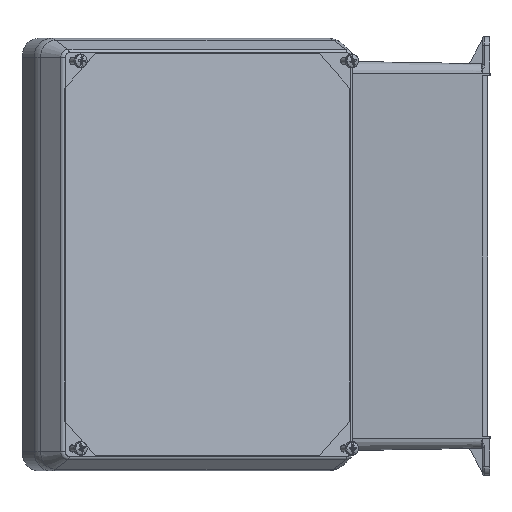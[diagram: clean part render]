
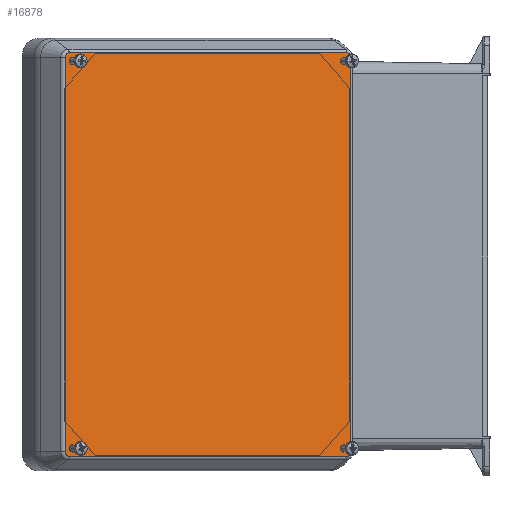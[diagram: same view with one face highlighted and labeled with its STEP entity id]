
A CAD part, left-side view. The second image highlights one B-rep face of the part: STEP entity #16878.
In plain terms, the highlighted face is planar.
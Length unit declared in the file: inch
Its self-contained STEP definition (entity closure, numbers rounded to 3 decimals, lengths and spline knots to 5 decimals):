
#4 = AXIS2_PLACEMENT_3D ( 'NONE', #23441, #11147, #25505 ) ;
#165 = CARTESIAN_POINT ( 'NONE',  ( -4.27878, -1.64, 5.16 ) ) ;
#269 = CARTESIAN_POINT ( 'NONE',  ( -4.0625, -1.64, 4.976 ) ) ;
#472 = DIRECTION ( 'NONE',  ( 0., 1., 0. ) ) ;
#608 = CARTESIAN_POINT ( 'NONE',  ( -4.16, -1.64, 5.27878 ) ) ;
#740 = EDGE_CURVE ( 'NONE', #19396, #14112, #19872, .T. ) ;
#887 = EDGE_CURVE ( 'NONE', #23065, #2025, #16686, .T. ) ;
#1098 = EDGE_CURVE ( 'NONE', #2025, #2644, #16995, .T. ) ;
#1192 = FACE_BOUND ( 'NONE', #4602, .T. ) ;
#1363 = DIRECTION ( 'NONE',  ( 0., 1., 0. ) ) ;
#2025 = VERTEX_POINT ( 'NONE', #13807 ) ;
#2616 = CARTESIAN_POINT ( 'NONE',  ( 4.0625, -1.64, -5.164 ) ) ;
#2644 = VERTEX_POINT ( 'NONE', #14607 ) ;
#2685 = ORIENTED_EDGE ( 'NONE', *, *, #740, .T. ) ;
#2723 = CIRCLE ( 'NONE', #13419, 0.094 ) ;
#2992 = VERTEX_POINT ( 'NONE', #269 ) ;
#3342 = DIRECTION ( 'NONE',  ( 0., 0., 1. ) ) ;
#3847 = CARTESIAN_POINT ( 'NONE',  ( 4.16, -1.64, -5.27878 ) ) ;
#4099 = CIRCLE ( 'NONE', #14381, 0.094 ) ;
#4602 = EDGE_LOOP ( 'NONE', ( #12194 ) ) ;
#5132 = CARTESIAN_POINT ( 'NONE',  ( -4.16, -1.64, 5.16 ) ) ;
#5202 = DIRECTION ( 'NONE',  ( 0., 1., 0. ) ) ;
#5354 = FACE_BOUND ( 'NONE', #7200, .T. ) ;
#5865 = VERTEX_POINT ( 'NONE', #6569 ) ;
#6044 = PLANE ( 'NONE',  #16766 ) ;
#6329 = ORIENTED_EDGE ( 'NONE', *, *, #15560, .T. ) ;
#6569 = CARTESIAN_POINT ( 'NONE',  ( 4.0625, -1.64, 4.976 ) ) ;
#6578 = CARTESIAN_POINT ( 'NONE',  ( 4.16, -1.64, 5.27878 ) ) ;
#7199 = DIRECTION ( 'NONE',  ( 0., 0., -1. ) ) ;
#7200 = EDGE_LOOP ( 'NONE', ( #20645 ) ) ;
#7293 = FACE_BOUND ( 'NONE', #14947, .T. ) ;
#8100 = CARTESIAN_POINT ( 'NONE',  ( -4.27878, -1.64, -5.16 ) ) ;
#8636 = ORIENTED_EDGE ( 'NONE', *, *, #1098, .T. ) ;
#9618 = EDGE_CURVE ( 'NONE', #2644, #14493, #24569, .T. ) ;
#9790 = EDGE_CURVE ( 'NONE', #2992, #2992, #20018, .T. ) ;
#10527 = CARTESIAN_POINT ( 'NONE',  ( 4.16, -1.64, -5.16 ) ) ;
#10692 = CIRCLE ( 'NONE', #24276, 0.094 ) ;
#10830 = FACE_BOUND ( 'NONE', #23204, .T. ) ;
#11147 = DIRECTION ( 'NONE',  ( 0., 1., 0. ) ) ;
#11163 = CARTESIAN_POINT ( 'NONE',  ( 4.16, -1.64, 5.16 ) ) ;
#11306 = CARTESIAN_POINT ( 'NONE',  ( -4.16, -1.64, -5.16 ) ) ;
#11507 = AXIS2_PLACEMENT_3D ( 'NONE', #10527, #24888, #12583 ) ;
#11521 = VECTOR ( 'NONE', #12080, 39.37008 ) ;
#12080 = DIRECTION ( 'NONE',  ( 1., 0., 0. ) ) ;
#12194 = ORIENTED_EDGE ( 'NONE', *, *, #12958, .T. ) ;
#12234 = DIRECTION ( 'NONE',  ( 0., -1., 0. ) ) ;
#12297 = DIRECTION ( 'NONE',  ( 0., 0., -1. ) ) ;
#12338 = EDGE_CURVE ( 'NONE', #5865, #5865, #2723, .T. ) ;
#12382 = VECTOR ( 'NONE', #12297, 39.37008 ) ;
#12489 = AXIS2_PLACEMENT_3D ( 'NONE', #11306, #25669, #13352 ) ;
#12583 = DIRECTION ( 'NONE',  ( 0., 0., -1. ) ) ;
#12726 = CARTESIAN_POINT ( 'NONE',  ( -4.0625, -1.64, -5.164 ) ) ;
#12735 = CARTESIAN_POINT ( 'NONE',  ( 4.0625, -1.64, -5.07 ) ) ;
#12958 = EDGE_CURVE ( 'NONE', #26436, #26436, #10692, .T. ) ;
#13212 = DIRECTION ( 'NONE',  ( 0., 0., -1. ) ) ;
#13352 = DIRECTION ( 'NONE',  ( 0., 0., -1. ) ) ;
#13419 = AXIS2_PLACEMENT_3D ( 'NONE', #13643, #1363, #15718 ) ;
#13643 = CARTESIAN_POINT ( 'NONE',  ( 4.0625, -1.64, 5.07 ) ) ;
#13770 = ORIENTED_EDGE ( 'NONE', *, *, #9790, .T. ) ;
#13807 = CARTESIAN_POINT ( 'NONE',  ( -4.16, -1.64, -5.27878 ) ) ;
#14112 = VERTEX_POINT ( 'NONE', #165 ) ;
#14381 = AXIS2_PLACEMENT_3D ( 'NONE', #12735, #472, #14817 ) ;
#14493 = VERTEX_POINT ( 'NONE', #17894 ) ;
#14607 = CARTESIAN_POINT ( 'NONE',  ( 4.16, -1.64, -5.27878 ) ) ;
#14817 = DIRECTION ( 'NONE',  ( 0., 0., -1. ) ) ;
#14947 = EDGE_LOOP ( 'NONE', ( #13770 ) ) ;
#15216 = ORIENTED_EDGE ( 'NONE', *, *, #887, .T. ) ;
#15281 = VECTOR ( 'NONE', #20850, 39.37008 ) ;
#15560 = EDGE_CURVE ( 'NONE', #14493, #24046, #25322, .T. ) ;
#15637 = CARTESIAN_POINT ( 'NONE',  ( -4.27878, -1.64, -5.16 ) ) ;
#15718 = DIRECTION ( 'NONE',  ( 0., 0., -1. ) ) ;
#15894 = VERTEX_POINT ( 'NONE', #6578 ) ;
#15901 = EDGE_CURVE ( 'NONE', #19051, #19051, #4099, .T. ) ;
#15940 = CIRCLE ( 'NONE', #19020, 0.11878 ) ;
#16686 = CIRCLE ( 'NONE', #12489, 0.11878 ) ;
#16766 = AXIS2_PLACEMENT_3D ( 'NONE', #22475, #12234, #26618 ) ;
#16878 = ADVANCED_FACE ( 'NONE', ( #10830, #7293, #1192, #5354, #26566 ), #6044, .T. ) ;
#16995 = LINE ( 'NONE', #3847, #11521 ) ;
#17127 = EDGE_CURVE ( 'NONE', #24046, #15894, #15940, .T. ) ;
#17132 = AXIS2_PLACEMENT_3D ( 'NONE', #5132, #19463, #7199 ) ;
#17258 = ORIENTED_EDGE ( 'NONE', *, *, #25826, .T. ) ;
#17473 = EDGE_CURVE ( 'NONE', #14112, #23065, #23315, .T. ) ;
#17485 = CARTESIAN_POINT ( 'NONE',  ( -4.0625, -1.64, -5.07 ) ) ;
#17894 = CARTESIAN_POINT ( 'NONE',  ( 4.27878, -1.64, -5.16 ) ) ;
#19020 = AXIS2_PLACEMENT_3D ( 'NONE', #11163, #25524, #13212 ) ;
#19051 = VERTEX_POINT ( 'NONE', #2616 ) ;
#19135 = ORIENTED_EDGE ( 'NONE', *, *, #17127, .T. ) ;
#19396 = VERTEX_POINT ( 'NONE', #608 ) ;
#19463 = DIRECTION ( 'NONE',  ( 0., -1., 0. ) ) ;
#19545 = DIRECTION ( 'NONE',  ( 0., 0., -1. ) ) ;
#19872 = CIRCLE ( 'NONE', #17132, 0.11878 ) ;
#20018 = CIRCLE ( 'NONE', #4, 0.094 ) ;
#20645 = ORIENTED_EDGE ( 'NONE', *, *, #15901, .T. ) ;
#20718 = LINE ( 'NONE', #24914, #15281 ) ;
#20850 = DIRECTION ( 'NONE',  ( -1., 0., 0. ) ) ;
#20987 = ORIENTED_EDGE ( 'NONE', *, *, #9618, .T. ) ;
#22475 = CARTESIAN_POINT ( 'NONE',  ( 4.16, -1.64, -5.16 ) ) ;
#23065 = VERTEX_POINT ( 'NONE', #15637 ) ;
#23088 = ORIENTED_EDGE ( 'NONE', *, *, #12338, .T. ) ;
#23204 = EDGE_LOOP ( 'NONE', ( #23088 ) ) ;
#23266 = ORIENTED_EDGE ( 'NONE', *, *, #17473, .T. ) ;
#23315 = LINE ( 'NONE', #8100, #12382 ) ;
#23441 = CARTESIAN_POINT ( 'NONE',  ( -4.0625, -1.64, 5.07 ) ) ;
#24026 = VECTOR ( 'NONE', #3342, 39.37008 ) ;
#24046 = VERTEX_POINT ( 'NONE', #25832 ) ;
#24276 = AXIS2_PLACEMENT_3D ( 'NONE', #17485, #5202, #19545 ) ;
#24569 = CIRCLE ( 'NONE', #11507, 0.11878 ) ;
#24888 = DIRECTION ( 'NONE',  ( 0., -1., 0. ) ) ;
#24914 = CARTESIAN_POINT ( 'NONE',  ( -4.16, -1.64, 5.27878 ) ) ;
#25322 = LINE ( 'NONE', #25874, #24026 ) ;
#25359 = EDGE_LOOP ( 'NONE', ( #23266, #15216, #8636, #20987, #6329, #19135, #17258, #2685 ) ) ;
#25505 = DIRECTION ( 'NONE',  ( 0., 0., -1. ) ) ;
#25524 = DIRECTION ( 'NONE',  ( 0., -1., 0. ) ) ;
#25669 = DIRECTION ( 'NONE',  ( 0., -1., 0. ) ) ;
#25826 = EDGE_CURVE ( 'NONE', #15894, #19396, #20718, .T. ) ;
#25832 = CARTESIAN_POINT ( 'NONE',  ( 4.27878, -1.64, 5.16 ) ) ;
#25874 = CARTESIAN_POINT ( 'NONE',  ( 4.27878, -1.64, 5.16 ) ) ;
#26436 = VERTEX_POINT ( 'NONE', #12726 ) ;
#26566 = FACE_OUTER_BOUND ( 'NONE', #25359, .T. ) ;
#26618 = DIRECTION ( 'NONE',  ( 0., 0., -1. ) ) ;
